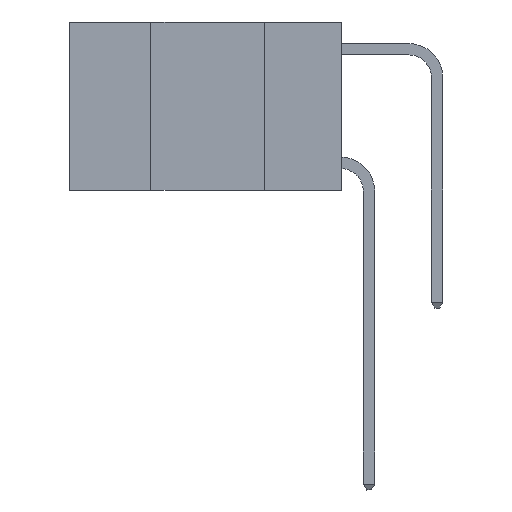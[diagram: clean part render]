
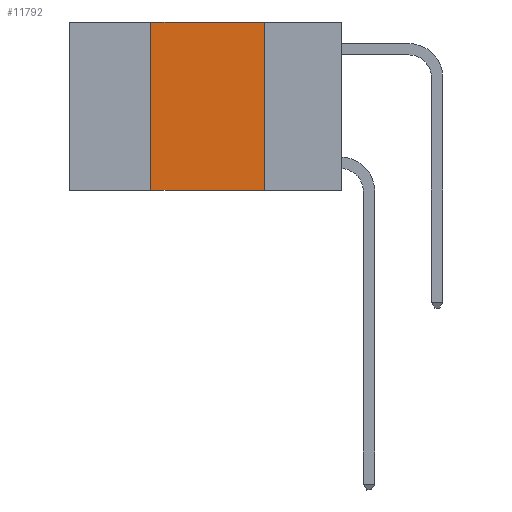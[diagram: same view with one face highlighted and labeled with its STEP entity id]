
A CAD part, left-side view. The second image highlights one B-rep face of the part: STEP entity #11792.
In plain terms, the highlighted planar face has unit normal (-1, 0, 0).
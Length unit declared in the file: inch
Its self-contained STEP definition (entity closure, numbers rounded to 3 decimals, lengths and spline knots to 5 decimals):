
#379 = AXIS2_PLACEMENT_3D ( 'NONE', #14562, #10738, #4439 ) ;
#610 = PLANE ( 'NONE',  #379 ) ;
#676 = CARTESIAN_POINT ( 'NONE',  ( 0., 0.17, 0. ) ) ;
#1329 = ORIENTED_EDGE ( 'NONE', *, *, #16006, .F. ) ;
#1518 = LINE ( 'NONE', #10417, #11974 ) ;
#2420 = DIRECTION ( 'NONE',  ( 0., -1., 0. ) ) ;
#2555 = CARTESIAN_POINT ( 'NONE',  ( 0., 0.17, -0.37 ) ) ;
#3376 = ORIENTED_EDGE ( 'NONE', *, *, #9194, .T. ) ;
#3401 = VERTEX_POINT ( 'NONE', #676 ) ;
#3522 = DIRECTION ( 'NONE',  ( 0., -1., 0. ) ) ;
#4439 = DIRECTION ( 'NONE',  ( 0., 0., -1. ) ) ;
#4694 = VECTOR ( 'NONE', #3522, 39.37008 ) ;
#4862 = VECTOR ( 'NONE', #2420, 39.37008 ) ;
#4863 = LINE ( 'NONE', #5405, #13146 ) ;
#5322 = DIRECTION ( 'NONE',  ( 0., 0., -1. ) ) ;
#5405 = CARTESIAN_POINT ( 'NONE',  ( 0., 0.17, 0. ) ) ;
#6159 = CARTESIAN_POINT ( 'NONE',  ( 0., 0.6, -0.37 ) ) ;
#6407 = VERTEX_POINT ( 'NONE', #2555 ) ;
#7319 = EDGE_LOOP ( 'NONE', ( #12787, #1329, #14657, #3376 ) ) ;
#8080 = DIRECTION ( 'NONE',  ( 0., 0., 1. ) ) ;
#8421 = EDGE_CURVE ( 'NONE', #15754, #14488, #1518, .T. ) ;
#9194 = EDGE_CURVE ( 'NONE', #15754, #6407, #11286, .T. ) ;
#9440 = CARTESIAN_POINT ( 'NONE',  ( 0., 0.42, 0. ) ) ;
#10417 = CARTESIAN_POINT ( 'NONE',  ( 0., 0.42, 0. ) ) ;
#10738 = DIRECTION ( 'NONE',  ( 1., 0., 0. ) ) ;
#11145 = LINE ( 'NONE', #16231, #4694 ) ;
#11286 = LINE ( 'NONE', #6159, #4862 ) ;
#11792 = ADVANCED_FACE ( 'NONE', ( #11995 ), #610, .F. ) ;
#11974 = VECTOR ( 'NONE', #8080, 39.37008 ) ;
#11995 = FACE_OUTER_BOUND ( 'NONE', #7319, .T. ) ;
#12787 = ORIENTED_EDGE ( 'NONE', *, *, #13422, .F. ) ;
#13146 = VECTOR ( 'NONE', #5322, 39.37008 ) ;
#13422 = EDGE_CURVE ( 'NONE', #3401, #6407, #4863, .T. ) ;
#13986 = CARTESIAN_POINT ( 'NONE',  ( 0., 0.42, -0.37 ) ) ;
#14488 = VERTEX_POINT ( 'NONE', #9440 ) ;
#14562 = CARTESIAN_POINT ( 'NONE',  ( 0., 0.6, 0. ) ) ;
#14657 = ORIENTED_EDGE ( 'NONE', *, *, #8421, .F. ) ;
#15754 = VERTEX_POINT ( 'NONE', #13986 ) ;
#16006 = EDGE_CURVE ( 'NONE', #14488, #3401, #11145, .T. ) ;
#16231 = CARTESIAN_POINT ( 'NONE',  ( 0., 0.6, 0. ) ) ;
